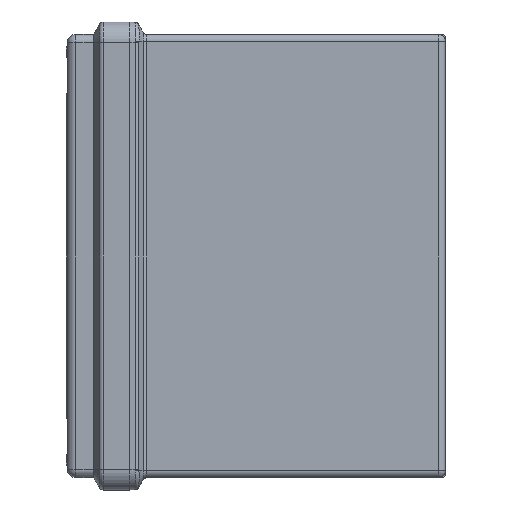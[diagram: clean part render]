
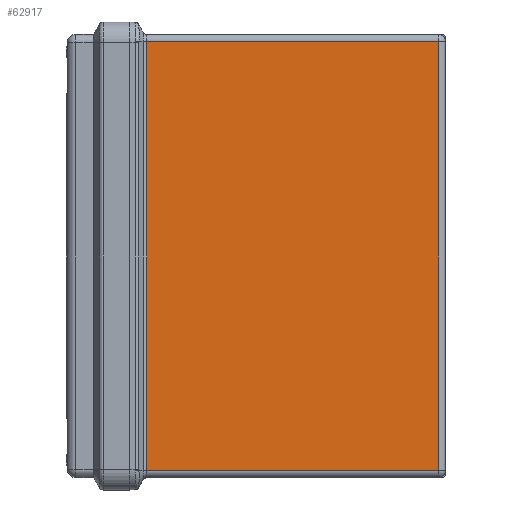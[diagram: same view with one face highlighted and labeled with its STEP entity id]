
A CAD part, left-side view. The second image highlights one B-rep face of the part: STEP entity #62917.
In plain terms, the highlighted planar face has unit normal (-1, 0, 0).
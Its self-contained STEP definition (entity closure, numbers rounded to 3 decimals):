
#30064 = CARTESIAN_POINT ( 'NONE',  ( -82.3, -4.056, 51.5 ) ) ;
#30073 = CARTESIAN_POINT ( 'NONE',  ( -82.3, -4.056, -51.5 ) ) ;
#30087 = CARTESIAN_POINT ( 'NONE',  ( -82.3, -74.3, 51.5 ) ) ;
#30090 = CARTESIAN_POINT ( 'NONE',  ( -82.3, -74.3, -51.5 ) ) ;
#43960 = LINE ( 'NONE', #46332, #44044 ) ;
#43988 = LINE ( 'NONE', #46416, #44038 ) ;
#44038 = VECTOR ( 'NONE', #46448, 1000. ) ;
#44044 = VECTOR ( 'NONE', #46365, 1000. ) ;
#45579 = LINE ( 'NONE', #46227, #45624 ) ;
#45624 = VECTOR ( 'NONE', #46290, 1000. ) ;
#45626 = VECTOR ( 'NONE', #46244, 1000. ) ;
#45639 = LINE ( 'NONE', #46248, #45626 ) ;
#46227 = CARTESIAN_POINT ( 'NONE',  ( -82.3, -75.8, -51.5 ) ) ;
#46244 = DIRECTION ( 'NONE',  ( 0., 0., 1. ) ) ;
#46248 = CARTESIAN_POINT ( 'NONE',  ( -82.3, -74.3, -53.3 ) ) ;
#46290 = DIRECTION ( 'NONE',  ( 0., -1., 0. ) ) ;
#46332 = CARTESIAN_POINT ( 'NONE',  ( -82.3, -4.056, -53.3 ) ) ;
#46365 = DIRECTION ( 'NONE',  ( 0., 0., -1. ) ) ;
#46416 = CARTESIAN_POINT ( 'NONE',  ( -82.3, -75.8, 51.5 ) ) ;
#46448 = DIRECTION ( 'NONE',  ( 0., 1., 0. ) ) ;
#62917 = ADVANCED_FACE ( 'NONE', ( #119409 ), #78996, .T. ) ;
#71524 = EDGE_LOOP ( 'NONE', ( #95534, #95541, #95544, #95520 ) ) ;
#75135 = VERTEX_POINT ( 'NONE', #30090 ) ;
#75141 = VERTEX_POINT ( 'NONE', #30087 ) ;
#75175 = VERTEX_POINT ( 'NONE', #30073 ) ;
#75180 = VERTEX_POINT ( 'NONE', #30064 ) ;
#78976 = DIRECTION ( 'NONE',  ( -1., 0., 0. ) ) ;
#78982 = DIRECTION ( 'NONE',  ( 0., 0., 1. ) ) ;
#78989 = CARTESIAN_POINT ( 'NONE',  ( -82.3, -75.8, -53.3 ) ) ;
#78996 = PLANE ( 'NONE',  #119975 ) ;
#90853 = EDGE_CURVE ( 'NONE', #75175, #75135, #45579, .T. ) ;
#90886 = EDGE_CURVE ( 'NONE', #75135, #75141, #45639, .T. ) ;
#90951 = EDGE_CURVE ( 'NONE', #75180, #75175, #43960, .T. ) ;
#91005 = EDGE_CURVE ( 'NONE', #75141, #75180, #43988, .T. ) ;
#95520 = ORIENTED_EDGE ( 'NONE', *, *, #90951, .T. ) ;
#95534 = ORIENTED_EDGE ( 'NONE', *, *, #90853, .T. ) ;
#95541 = ORIENTED_EDGE ( 'NONE', *, *, #90886, .T. ) ;
#95544 = ORIENTED_EDGE ( 'NONE', *, *, #91005, .T. ) ;
#119409 = FACE_OUTER_BOUND ( 'NONE', #71524, .T. ) ;
#119975 = AXIS2_PLACEMENT_3D ( 'NONE', #78989, #78976, #78982 ) ;
